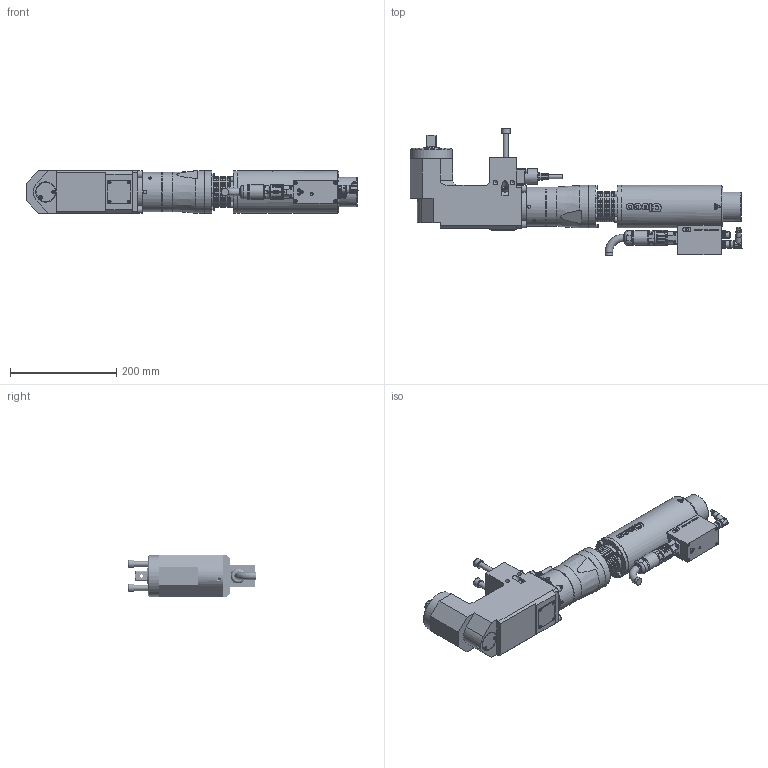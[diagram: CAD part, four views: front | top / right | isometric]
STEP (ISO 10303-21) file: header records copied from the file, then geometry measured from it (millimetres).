
FILE_DESCRIPTION(/* description */ (''),/* implementation_level */ '2;1');
FILE_NAME(/* name */ '3BD300T1A-A_IAM_001.iam.step',/* time_stamp */ '2021-07-22T13:58:24+02:00',/* author */ ('cideon'),/* organization */ (''),/* preprocessor_version */ 'ST-DEVELOPER v17.2',/* originating_system */ 'Autodesk Inventor 2019',/* authorisation */ '');
FILE_SCHEMA (('AUTOMOTIVE_DESIGN { 1 0 10303 214 3 1 1 }'));
Products named in the file (1): Bauteil9
Bounding box: 624 x 238.75 x 80.2 mm (x, y, z)
Volume: 2905479.6 mm3; surface area: 509059.6 mm2
Topology: 1 solids, 1 shells, 4438 faces, 12425 edges, 8243 vertices
Faces by surface type: plane 2607, cylinder 1034, cone 309, bspline 276, torus 197, sphere 15
Full cylindrical faces by diameter (mm): 0.434 x2, 0.6 x6, 0.8 x2, 0.9 x8, 1.83 x2, 2.1 x2, 2.5 x8, 2.8 x2, 3.2 x2, 3.4 x4, 3.5 x1, 4 x10, 4.5 x9, 5 x4, 5.1 x1, 5.2 x3, 5.5 x8, 5.6 x6, 5.9 x3, 6 x16, 6.2 x1, 6.3 x1, 6.4 x4, 6.6 x5, 6.8 x2, 7 x8, 7.3 x1, 7.5 x3, 7.9 x6, 8.5 x4
Entity records: 195864 total; most frequent: CARTESIAN_POINT 80505, ORIENTED_EDGE 24778, DIRECTION 22433, EDGE_CURVE 12389, VERTEX_POINT 8242, AXIS2_PLACEMENT_3D 7950, LINE 6533, VECTOR 6533
